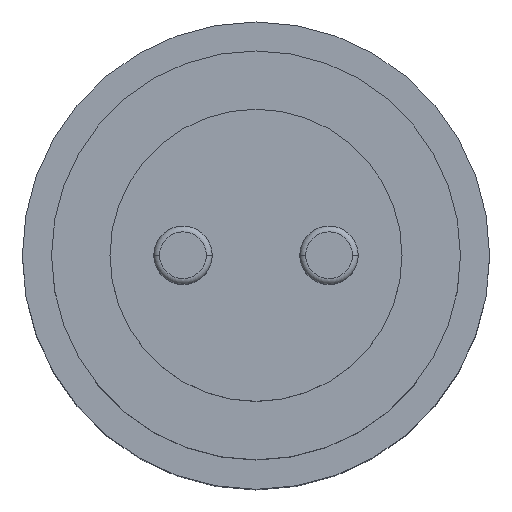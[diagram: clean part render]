
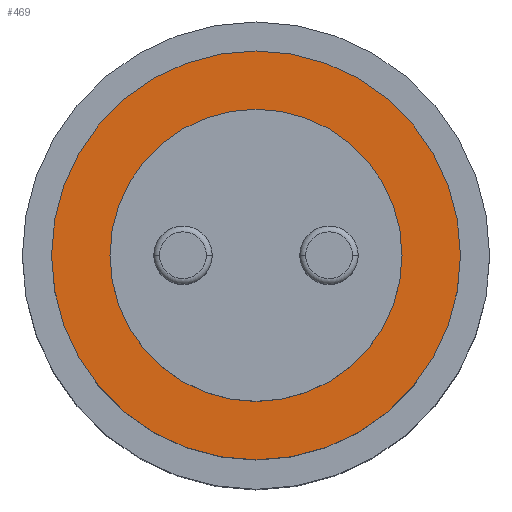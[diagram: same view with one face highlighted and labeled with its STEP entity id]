
A CAD part, top view. The second image highlights one B-rep face of the part: STEP entity #469.
In plain terms, the highlighted planar face has unit normal (0, 0, 1).
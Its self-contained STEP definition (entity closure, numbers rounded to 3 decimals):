
#11 = CIRCLE ( 'NONE', #1107, 7. ) ;
#99 = DIRECTION ( 'NONE',  ( 1., 0., 0. ) ) ;
#111 = DIRECTION ( 'NONE',  ( 1., 0., 0. ) ) ;
#142 = EDGE_CURVE ( 'NONE', #958, #810, #11, .T. ) ;
#149 = CARTESIAN_POINT ( 'NONE',  ( 0., 0., 71. ) ) ;
#168 = ORIENTED_EDGE ( 'NONE', *, *, #960, .F. ) ;
#190 = CARTESIAN_POINT ( 'NONE',  ( -7., 0., 71. ) ) ;
#191 = DIRECTION ( 'NONE',  ( -1., 0., 0. ) ) ;
#222 = AXIS2_PLACEMENT_3D ( 'NONE', #149, #854, #411 ) ;
#256 = CIRCLE ( 'NONE', #481, 5. ) ;
#282 = CARTESIAN_POINT ( 'NONE',  ( 0., 7., 71. ) ) ;
#344 = ORIENTED_EDGE ( 'NONE', *, *, #387, .T. ) ;
#355 = FACE_BOUND ( 'NONE', #569, .T. ) ;
#374 = FACE_OUTER_BOUND ( 'NONE', #861, .T. ) ;
#387 = EDGE_CURVE ( 'NONE', #810, #958, #1050, .T. ) ;
#391 = CARTESIAN_POINT ( 'NONE',  ( 5., 0., 71. ) ) ;
#411 = DIRECTION ( 'NONE',  ( 1., 0., 0. ) ) ;
#434 = ORIENTED_EDGE ( 'NONE', *, *, #142, .T. ) ;
#469 = ADVANCED_FACE ( 'NONE', ( #355, #374 ), #633, .F. ) ;
#481 = AXIS2_PLACEMENT_3D ( 'NONE', #543, #892, #99 ) ;
#508 = CARTESIAN_POINT ( 'NONE',  ( 7., 0., 71. ) ) ;
#543 = CARTESIAN_POINT ( 'NONE',  ( 0., 0., 71. ) ) ;
#568 = CARTESIAN_POINT ( 'NONE',  ( 0., 0., 71. ) ) ;
#569 = EDGE_LOOP ( 'NONE', ( #1135, #168 ) ) ;
#633 = PLANE ( 'NONE',  #684 ) ;
#650 = AXIS2_PLACEMENT_3D ( 'NONE', #1082, #722, #111 ) ;
#684 = AXIS2_PLACEMENT_3D ( 'NONE', #282, #981, #191 ) ;
#722 = DIRECTION ( 'NONE',  ( 0., 0., 1. ) ) ;
#810 = VERTEX_POINT ( 'NONE', #508 ) ;
#818 = CIRCLE ( 'NONE', #650, 5. ) ;
#839 = EDGE_CURVE ( 'NONE', #1007, #886, #818, .T. ) ;
#854 = DIRECTION ( 'NONE',  ( 0., 0., 1. ) ) ;
#861 = EDGE_LOOP ( 'NONE', ( #344, #434 ) ) ;
#886 = VERTEX_POINT ( 'NONE', #991 ) ;
#892 = DIRECTION ( 'NONE',  ( 0., 0., 1. ) ) ;
#926 = DIRECTION ( 'NONE',  ( 0., 0., 1. ) ) ;
#958 = VERTEX_POINT ( 'NONE', #190 ) ;
#960 = EDGE_CURVE ( 'NONE', #886, #1007, #256, .T. ) ;
#981 = DIRECTION ( 'NONE',  ( 0., 0., -1. ) ) ;
#991 = CARTESIAN_POINT ( 'NONE',  ( -5., 0., 71. ) ) ;
#1007 = VERTEX_POINT ( 'NONE', #391 ) ;
#1050 = CIRCLE ( 'NONE', #222, 7. ) ;
#1082 = CARTESIAN_POINT ( 'NONE',  ( 0., 0., 71. ) ) ;
#1090 = DIRECTION ( 'NONE',  ( 1., 0., 0. ) ) ;
#1107 = AXIS2_PLACEMENT_3D ( 'NONE', #568, #926, #1090 ) ;
#1135 = ORIENTED_EDGE ( 'NONE', *, *, #839, .F. ) ;
